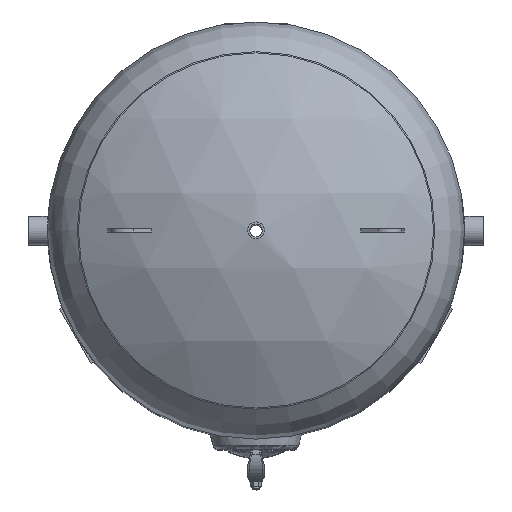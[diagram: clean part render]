
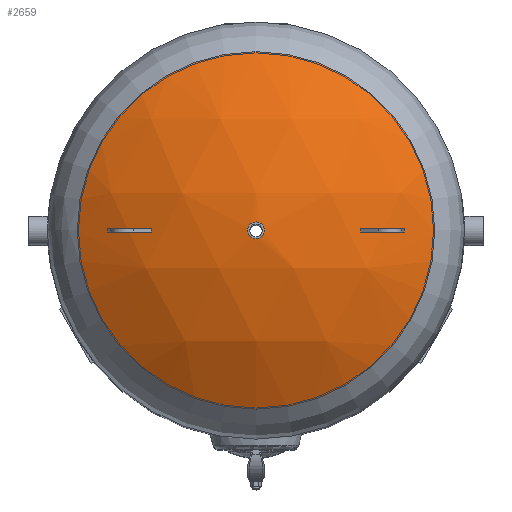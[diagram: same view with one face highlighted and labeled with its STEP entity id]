
A CAD part, top view. The second image highlights one B-rep face of the part: STEP entity #2659.
In plain terms, the highlighted spherical face has radius 800 mm.
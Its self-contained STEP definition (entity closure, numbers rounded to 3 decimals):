
#663=SPHERICAL_SURFACE('',#2889,800.);
#720=FACE_BOUND('',#1032,.T.);
#813=FACE_OUTER_BOUND('',#1031,.T.);
#1031=EDGE_LOOP('',(#2070));
#1032=EDGE_LOOP('',(#2071));
#1201=CIRCLE('',#2882,20.);
#1205=CIRCLE('',#2890,428.483);
#1338=VERTEX_POINT('',#5156);
#1342=VERTEX_POINT('',#5168);
#1615=EDGE_CURVE('',#1338,#1338,#1201,.T.);
#1619=EDGE_CURVE('',#1342,#1342,#1205,.T.);
#2070=ORIENTED_EDGE('',*,*,#1619,.F.);
#2071=ORIENTED_EDGE('',*,*,#1615,.T.);
#2659=ADVANCED_FACE('',(#813,#720),#663,.T.);
#2882=AXIS2_PLACEMENT_3D('',#5157,#3323,#3324);
#2889=AXIS2_PLACEMENT_3D('',#5167,#3337,#3338);
#2890=AXIS2_PLACEMENT_3D('',#5169,#3339,#3340);
#3323=DIRECTION('center_axis',(0.,-1.,0.));
#3324=DIRECTION('ref_axis',(-1.,0.,0.));
#3337=DIRECTION('center_axis',(0.,0.,1.));
#3338=DIRECTION('ref_axis',(1.,0.,0.));
#3339=DIRECTION('center_axis',(0.,-1.,0.));
#3340=DIRECTION('ref_axis',(1.,0.,0.));
#5156=CARTESIAN_POINT('',(20.,269.75,0.));
#5157=CARTESIAN_POINT('Origin',(0.,269.75,0.));
#5167=CARTESIAN_POINT('Origin',(0.,-530.,0.));
#5168=CARTESIAN_POINT('',(428.483,145.576,0.));
#5169=CARTESIAN_POINT('Origin',(0.,145.576,0.));
